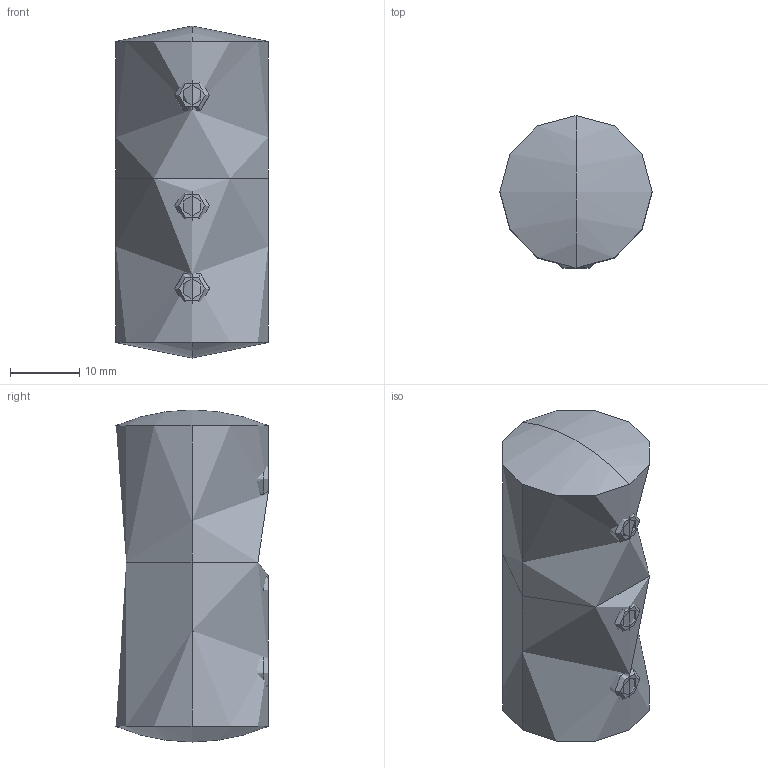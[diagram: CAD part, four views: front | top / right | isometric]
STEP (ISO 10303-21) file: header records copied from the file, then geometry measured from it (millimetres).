
FILE_DESCRIPTION (( 'STEP AP203' ), '1' );
FILE_NAME ('50420-240SA.step', '2020-10-12T08:19:58', ( '' ), ( '' ), 'SwSTEP 2.0', 'SolidWorks 2018', '' );
FILE_SCHEMA (( 'CONFIG_CONTROL_DESIGN' ));
Length unit declared in the file: millimetre
Products named in the file (11): DIN914; Doppelquerstabhalter Teil1_50420-240SA Teil1; DIN913; Doppelquerstabhalter Teil2; Doppelquerstabhalter Teil1; DIN913_DIN 913 M5x5; Doppelquerstabhalter Teil2_50420-240SA Teil2; DIN914_DIN 914 M5x5; 50420-240SA
Assembly tree (8 placements, depth 2):
  Doppelquerstabhalter Teil2
  Doppelquerstabhalter Teil1
  50420-240SA
    Doppelquerstabhalter Teil1_50420-240SA Teil1
    Doppelquerstabhalter Teil2_50420-240SA Teil2
    DIN914_DIN 914 M5x5
    DIN913_DIN 913 M5x5  x2
  50420-240SA
    DIN913
    DIN914
    DIN913
Bounding box: 22 x 22 x 48 mm (x, y, z)
Volume: 12023.1 mm3; surface area: 6594.9 mm2
Topology: 5 solids, 5 shells, 347 faces, 902 edges, 589 vertices
Faces by surface type: plane 183, bspline 110, cylinder 26, cone 22, sphere 4, torus 2
Entity records: 21585 total; most frequent: CARTESIAN_POINT 13235, ORIENTED_EDGE 1694, DIRECTION 1117, EDGE_CURVE 847, VERTEX_POINT 554, LINE 543, VECTOR 543, EDGE_LOOP 361
